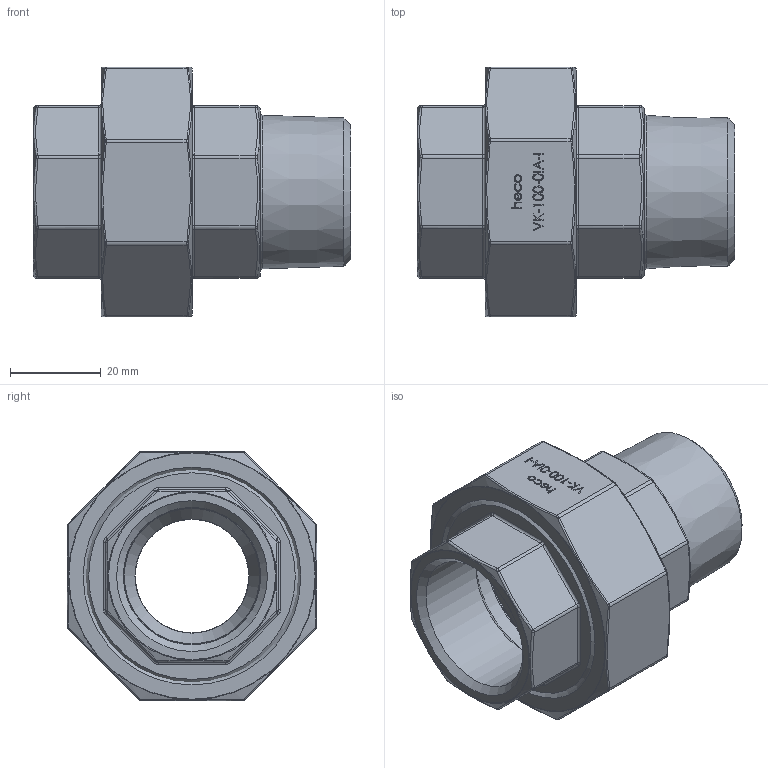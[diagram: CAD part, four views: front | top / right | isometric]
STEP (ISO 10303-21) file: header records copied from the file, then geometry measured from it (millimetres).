
FILE_DESCRIPTION (( 'STEP AP214' ), '1' );
FILE_NAME ('VK-100-0IA-I Verschraubung konisch 2301.STEP', '2023-01-30T09:32:26', ( '' ), ( '' ), 'SwSTEP 2.0', 'SolidWorks 2019', '' );
FILE_SCHEMA (( 'AUTOMOTIVE_DESIGN' ));
Length unit declared in the file: millimetre
Products named in the file (1): VK-100-0IA-I Verschraubung konisch 2301
Bounding box: 70 x 55 x 55.04 mm (x, y, z)
Volume: 55856.6 mm3; surface area: 27291.9 mm2
Topology: 3 solids, 3 shells, 382 faces, 900 edges, 561 vertices
Faces by surface type: plane 143, bspline 126, cylinder 50, torus 48, cone 15
Full cylindrical faces by diameter (mm): 25 x1, 30 x1, 30.289 x1, 34 x2, 42 x1, 42.5 x1, 45.5 x1, 45.84 x1, 48 x1
Entity records: 19858 total; most frequent: CARTESIAN_POINT 7949, ORIENTED_EDGE 1666, DIRECTION 1298, EDGE_CURVE 833, VERTEX_POINT 543, AXIS2_PLACEMENT_3D 476, EDGE_LOOP 474, FACE_OUTER_BOUND 416
